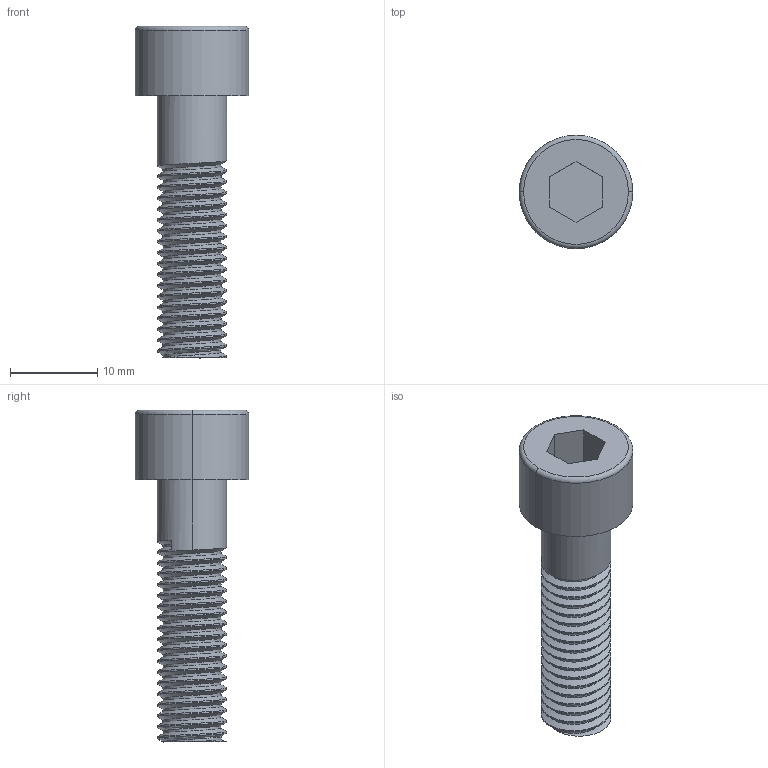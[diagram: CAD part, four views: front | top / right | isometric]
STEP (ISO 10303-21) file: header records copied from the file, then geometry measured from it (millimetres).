
FILE_DESCRIPTION (( 'STEP AP203' ), '1' );
FILE_NAME ('084.301.031.STEP', '2018-03-14T15:53:45', ( '' ), ( '' ), 'SwSTEP 2.0', 'SolidWorks 2016', '' );
FILE_SCHEMA (( 'CONFIG_CONTROL_DESIGN' ));
Length unit declared in the file: millimetre
Products named in the file (1): 084.301.031
Bounding box: 13 x 13 x 38 mm (x, y, z)
Volume: 2210.7 mm3; surface area: 1703.9 mm2
Topology: 1 solids, 1 shells, 56 faces, 153 edges, 101 vertices
Faces by surface type: cylinder 39, plane 12, bspline 3, torus 2
Entity records: 4905 total; most frequent: CARTESIAN_POINT 3654, ORIENTED_EDGE 306, DIRECTION 187, EDGE_CURVE 153, VERTEX_POINT 101, AXIS2_PLACEMENT_3D 64, VECTOR 59, LINE 59
